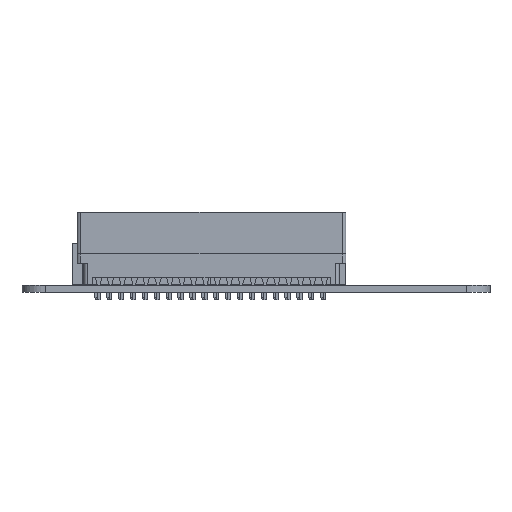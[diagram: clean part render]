
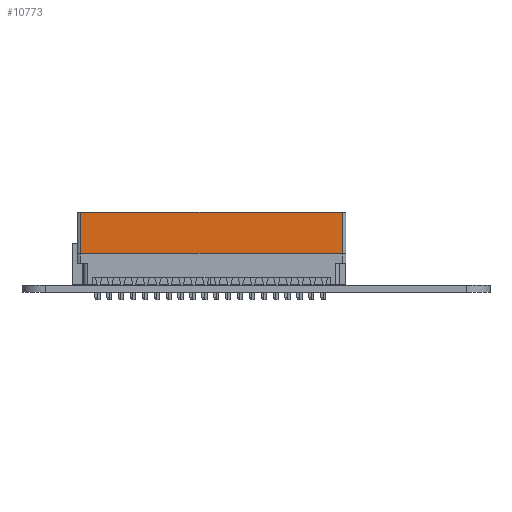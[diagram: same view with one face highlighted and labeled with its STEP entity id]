
A CAD part, left-side view. The second image highlights one B-rep face of the part: STEP entity #10773.
In plain terms, the highlighted face is planar.
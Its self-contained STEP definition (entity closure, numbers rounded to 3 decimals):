
#209 = VERTEX_POINT('',#210);
#210 = CARTESIAN_POINT('',(-27.94,-4.674,-8.89));
#217 = EDGE_CURVE('',#209,#218,#220,.T.);
#218 = VERTEX_POINT('',#219);
#219 = CARTESIAN_POINT('',(27.94,-4.674,-8.89));
#220 = LINE('',#221,#222);
#221 = CARTESIAN_POINT('',(-27.94,-4.674,-8.89));
#222 = VECTOR('',#223,1.);
#223 = DIRECTION('',(1.,0.,0.));
#10754 = VERTEX_POINT('',#10755);
#10755 = CARTESIAN_POINT('',(27.94,-4.674,0.));
#10762 = EDGE_CURVE('',#10754,#218,#10763,.T.);
#10763 = LINE('',#10764,#10765);
#10764 = CARTESIAN_POINT('',(27.94,-4.674,0.));
#10765 = VECTOR('',#10766,1.);
#10766 = DIRECTION('',(0.,0.,-1.));
#10773 = ADVANCED_FACE('',(#10774),#10792,.T.);
#10774 = FACE_BOUND('',#10775,.F.);
#10775 = EDGE_LOOP('',(#10776,#10784,#10790,#10791));
#10776 = ORIENTED_EDGE('',*,*,#10777,.T.);
#10777 = EDGE_CURVE('',#209,#10778,#10780,.T.);
#10778 = VERTEX_POINT('',#10779);
#10779 = CARTESIAN_POINT('',(-27.94,-4.674,0.));
#10780 = LINE('',#10781,#10782);
#10781 = CARTESIAN_POINT('',(-27.94,-4.674,-8.89));
#10782 = VECTOR('',#10783,1.);
#10783 = DIRECTION('',(0.,0.,1.));
#10784 = ORIENTED_EDGE('',*,*,#10785,.T.);
#10785 = EDGE_CURVE('',#10778,#10754,#10786,.T.);
#10786 = LINE('',#10787,#10788);
#10787 = CARTESIAN_POINT('',(-27.94,-4.674,0.));
#10788 = VECTOR('',#10789,1.);
#10789 = DIRECTION('',(1.,0.,0.));
#10790 = ORIENTED_EDGE('',*,*,#10762,.T.);
#10791 = ORIENTED_EDGE('',*,*,#217,.F.);
#10792 = PLANE('',#10793);
#10793 = AXIS2_PLACEMENT_3D('',#10794,#10795,#10796);
#10794 = CARTESIAN_POINT('',(-28.702,-4.674,0.));
#10795 = DIRECTION('',(0.,-1.,0.));
#10796 = DIRECTION('',(0.,0.,-1.));
